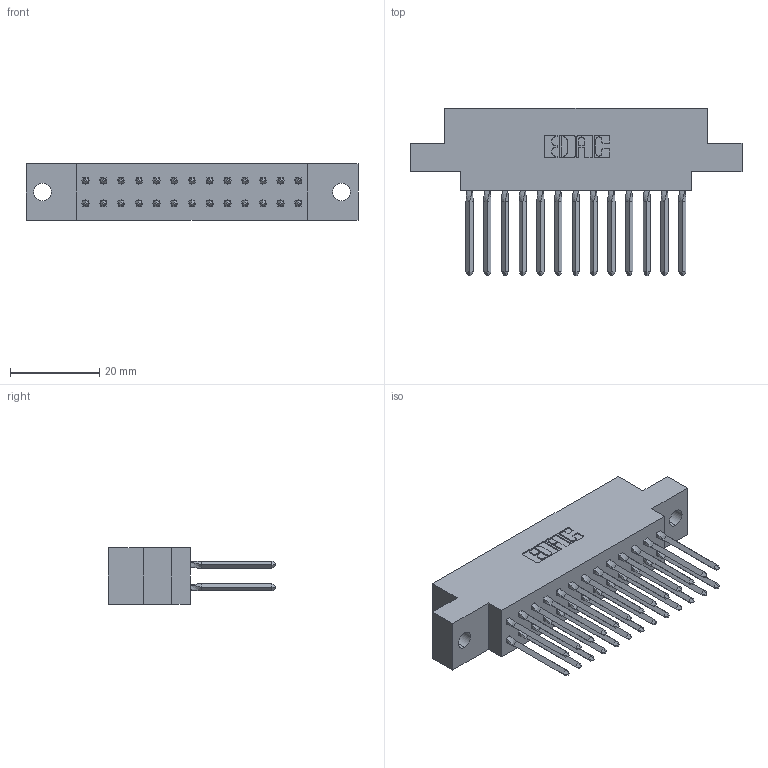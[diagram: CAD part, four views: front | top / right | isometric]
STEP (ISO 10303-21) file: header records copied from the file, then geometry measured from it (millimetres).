
FILE_DESCRIPTION (( 'STEP AP203' ), '1' );
FILE_NAME ('317-026-542-804.STEP', '2020-02-27T18:56:01', ( '' ), ( '' ), 'SwSTEP 2.0', 'SolidWorks 2016', '' );
FILE_SCHEMA (( 'CONFIG_CONTROL_DESIGN' ));
Length unit declared in the file: inch
Products named in the file (3): 317 Part_.156 Dia - TH; 317-290-003_542; 317-026-542-804
Assembly tree (27 placements, depth 2):
  317-026-542-804
    317 Part_.156 Dia - TH
    317-290-003_542  x26
Bounding box: 74.22 x 37.34 x 12.7 mm (x, y, z)
Volume: 11148.7 mm3; surface area: 14390 mm2
Topology: 27 solids, 27 shells, 1584 faces, 4435 edges, 2834 vertices
Faces by surface type: plane 1254, cylinder 226, bspline 104
Entity records: 21857 total; most frequent: CARTESIAN_POINT 4057, ORIENTED_EDGE 3720, DIRECTION 3180, EDGE_CURVE 1860, LINE 1690, VECTOR 1690, VERTEX_POINT 1234, AXIS2_PLACEMENT_3D 745
